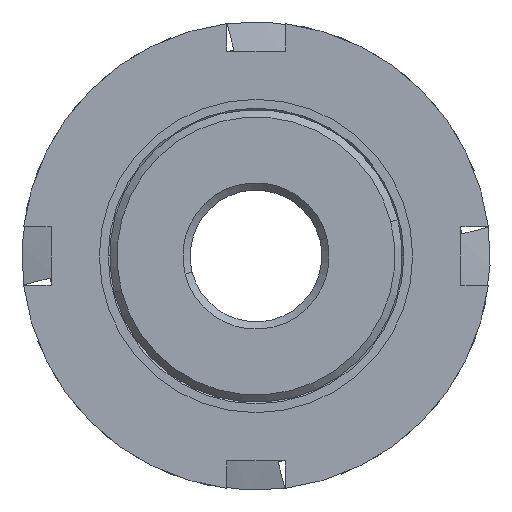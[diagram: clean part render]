
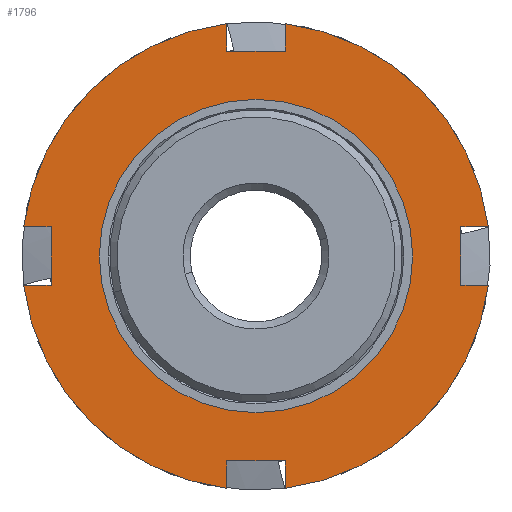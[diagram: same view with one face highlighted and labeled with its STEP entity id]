
A CAD part, front view. The second image highlights one B-rep face of the part: STEP entity #1796.
In plain terms, the highlighted planar face has unit normal (0, -1, 0).
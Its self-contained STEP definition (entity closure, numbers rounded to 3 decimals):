
#16 = CARTESIAN_POINT ( 'NONE',  ( -14., -10.269, 2. ) ) ;
#17 = ORIENTED_EDGE ( 'NONE', *, *, #450, .F. ) ;
#49 = ORIENTED_EDGE ( 'NONE', *, *, #1358, .F. ) ;
#54 = EDGE_CURVE ( 'NONE', #971, #777, #820, .T. ) ;
#68 = CARTESIAN_POINT ( 'NONE',  ( 0., -10.269, 0. ) ) ;
#70 = CARTESIAN_POINT ( 'NONE',  ( -14., -10.269, -2. ) ) ;
#72 = AXIS2_PLACEMENT_3D ( 'NONE', #2034, #2676, #2024 ) ;
#107 = CARTESIAN_POINT ( 'NONE',  ( 10.7, -10.269, 0. ) ) ;
#108 = CIRCLE ( 'NONE', #1388, 16. ) ;
#128 = AXIS2_PLACEMENT_3D ( 'NONE', #2223, #849, #174 ) ;
#174 = DIRECTION ( 'NONE',  ( -1., 0., 0. ) ) ;
#182 = VECTOR ( 'NONE', #1913, 1000. ) ;
#236 = VECTOR ( 'NONE', #311, 1000. ) ;
#260 = VERTEX_POINT ( 'NONE', #107 ) ;
#294 = CARTESIAN_POINT ( 'NONE',  ( 0., -10.269, 0. ) ) ;
#310 = CARTESIAN_POINT ( 'NONE',  ( 2., -10.269, -14. ) ) ;
#311 = DIRECTION ( 'NONE',  ( 0., 0., -1. ) ) ;
#317 = AXIS2_PLACEMENT_3D ( 'NONE', #1957, #2660, #2229 ) ;
#329 = EDGE_CURVE ( 'NONE', #554, #992, #1026, .T. ) ;
#355 = VECTOR ( 'NONE', #2538, 1000. ) ;
#437 = CARTESIAN_POINT ( 'NONE',  ( 0., -10.269, 0. ) ) ;
#450 = EDGE_CURVE ( 'NONE', #893, #1424, #2306, .T. ) ;
#457 = CIRCLE ( 'NONE', #590, 10.7 ) ;
#462 = DIRECTION ( 'NONE',  ( -1., 0., 0. ) ) ;
#489 = CIRCLE ( 'NONE', #128, 16. ) ;
#502 = DIRECTION ( 'NONE',  ( -1., 0., 0. ) ) ;
#525 = EDGE_LOOP ( 'NONE', ( #1918, #49, #1076, #17, #744, #1811, #2821, #1029, #2615, #2606, #2124, #2451, #1731, #1056, #571, #1457 ) ) ;
#554 = VERTEX_POINT ( 'NONE', #981 ) ;
#571 = ORIENTED_EDGE ( 'NONE', *, *, #2209, .T. ) ;
#590 = AXIS2_PLACEMENT_3D ( 'NONE', #294, #1176, #1642 ) ;
#610 = DIRECTION ( 'NONE',  ( 0., 0., 1. ) ) ;
#683 = VECTOR ( 'NONE', #945, 1000. ) ;
#734 = CARTESIAN_POINT ( 'NONE',  ( -2., -10.269, 0. ) ) ;
#744 = ORIENTED_EDGE ( 'NONE', *, *, #2791, .F. ) ;
#777 = VERTEX_POINT ( 'NONE', #1299 ) ;
#787 = EDGE_CURVE ( 'NONE', #2406, #992, #489, .T. ) ;
#820 = CIRCLE ( 'NONE', #72, 16. ) ;
#827 = EDGE_CURVE ( 'NONE', #1391, #2406, #1426, .T. ) ;
#843 = CARTESIAN_POINT ( 'NONE',  ( 0., -10.269, -14. ) ) ;
#849 = DIRECTION ( 'NONE',  ( 0., 1., 0. ) ) ;
#874 = VECTOR ( 'NONE', #1985, 1000. ) ;
#884 = VERTEX_POINT ( 'NONE', #1216 ) ;
#893 = VERTEX_POINT ( 'NONE', #1454 ) ;
#905 = VECTOR ( 'NONE', #610, 1000. ) ;
#937 = EDGE_LOOP ( 'NONE', ( #1939, #2581 ) ) ;
#943 = VERTEX_POINT ( 'NONE', #2811 ) ;
#945 = DIRECTION ( 'NONE',  ( 0., 0., -1. ) ) ;
#964 = EDGE_CURVE ( 'NONE', #2266, #1424, #1827, .T. ) ;
#965 = CARTESIAN_POINT ( 'NONE',  ( 15.875, -10.269, -2. ) ) ;
#971 = VERTEX_POINT ( 'NONE', #965 ) ;
#978 = CARTESIAN_POINT ( 'NONE',  ( 2., -10.269, 14. ) ) ;
#981 = CARTESIAN_POINT ( 'NONE',  ( 14., -10.269, 2. ) ) ;
#992 = VERTEX_POINT ( 'NONE', #1654 ) ;
#998 = VECTOR ( 'NONE', #2551, 1000. ) ;
#1000 = CARTESIAN_POINT ( 'NONE',  ( 2., -10.269, 15.875 ) ) ;
#1024 = VERTEX_POINT ( 'NONE', #2146 ) ;
#1026 = LINE ( 'NONE', #2029, #1707 ) ;
#1029 = ORIENTED_EDGE ( 'NONE', *, *, #54, .F. ) ;
#1045 = EDGE_CURVE ( 'NONE', #260, #2225, #2659, .T. ) ;
#1056 = ORIENTED_EDGE ( 'NONE', *, *, #1846, .F. ) ;
#1076 = ORIENTED_EDGE ( 'NONE', *, *, #964, .T. ) ;
#1112 = EDGE_CURVE ( 'NONE', #1455, #943, #2126, .T. ) ;
#1176 = DIRECTION ( 'NONE',  ( 0., 1., 0. ) ) ;
#1192 = DIRECTION ( 'NONE',  ( 0., 0., 1. ) ) ;
#1216 = CARTESIAN_POINT ( 'NONE',  ( -15.875, -10.269, 2. ) ) ;
#1272 = LINE ( 'NONE', #1661, #683 ) ;
#1299 = CARTESIAN_POINT ( 'NONE',  ( 2., -10.269, -15.875 ) ) ;
#1346 = DIRECTION ( 'NONE',  ( 1., 0., 0. ) ) ;
#1357 = VECTOR ( 'NONE', #2649, 1000. ) ;
#1358 = EDGE_CURVE ( 'NONE', #2266, #1668, #1678, .T. ) ;
#1361 = LINE ( 'NONE', #1795, #2275 ) ;
#1388 = AXIS2_PLACEMENT_3D ( 'NONE', #437, #2259, #462 ) ;
#1391 = VERTEX_POINT ( 'NONE', #978 ) ;
#1407 = CARTESIAN_POINT ( 'NONE',  ( -14., -10.269, 0. ) ) ;
#1424 = VERTEX_POINT ( 'NONE', #1440 ) ;
#1426 = LINE ( 'NONE', #1627, #2856 ) ;
#1440 = CARTESIAN_POINT ( 'NONE',  ( -15.875, -10.269, -2. ) ) ;
#1450 = CARTESIAN_POINT ( 'NONE',  ( -2., -10.269, 14. ) ) ;
#1451 = CARTESIAN_POINT ( 'NONE',  ( 10.7, -10.269, -2. ) ) ;
#1454 = CARTESIAN_POINT ( 'NONE',  ( -2., -10.269, -15.875 ) ) ;
#1455 = VERTEX_POINT ( 'NONE', #310 ) ;
#1457 = ORIENTED_EDGE ( 'NONE', *, *, #1611, .F. ) ;
#1580 = CARTESIAN_POINT ( 'NONE',  ( 14., -10.269, 0. ) ) ;
#1611 = EDGE_CURVE ( 'NONE', #884, #1923, #108, .T. ) ;
#1621 = DIRECTION ( 'NONE',  ( 0., 1., 0. ) ) ;
#1627 = CARTESIAN_POINT ( 'NONE',  ( 2., -10.269, 0. ) ) ;
#1642 = DIRECTION ( 'NONE',  ( -1., 0., 0. ) ) ;
#1654 = CARTESIAN_POINT ( 'NONE',  ( 15.875, -10.269, 2. ) ) ;
#1661 = CARTESIAN_POINT ( 'NONE',  ( 2., -10.269, 0. ) ) ;
#1662 = DIRECTION ( 'NONE',  ( 0., 0., -1. ) ) ;
#1668 = VERTEX_POINT ( 'NONE', #16 ) ;
#1678 = LINE ( 'NONE', #1407, #355 ) ;
#1707 = VECTOR ( 'NONE', #1346, 1000. ) ;
#1731 = ORIENTED_EDGE ( 'NONE', *, *, #827, .F. ) ;
#1733 = EDGE_CURVE ( 'NONE', #1455, #777, #1272, .T. ) ;
#1795 = CARTESIAN_POINT ( 'NONE',  ( 10.7, -10.269, 2. ) ) ;
#1796 = ADVANCED_FACE ( 'NONE', ( #2099, #2592 ), #1915, .F. ) ;
#1811 = ORIENTED_EDGE ( 'NONE', *, *, #1112, .F. ) ;
#1827 = LINE ( 'NONE', #1451, #998 ) ;
#1846 = EDGE_CURVE ( 'NONE', #2382, #1391, #2432, .T. ) ;
#1891 = DIRECTION ( 'NONE',  ( -1., 0., 0. ) ) ;
#1913 = DIRECTION ( 'NONE',  ( 1., 0., 0. ) ) ;
#1915 = PLANE ( 'NONE',  #2653 ) ;
#1918 = ORIENTED_EDGE ( 'NONE', *, *, #2666, .F. ) ;
#1923 = VERTEX_POINT ( 'NONE', #2664 ) ;
#1939 = ORIENTED_EDGE ( 'NONE', *, *, #2750, .T. ) ;
#1957 = CARTESIAN_POINT ( 'NONE',  ( 0., -10.269, 0. ) ) ;
#1985 = DIRECTION ( 'NONE',  ( 1., 0., 0. ) ) ;
#1986 = EDGE_CURVE ( 'NONE', #554, #1024, #2712, .T. ) ;
#1992 = AXIS2_PLACEMENT_3D ( 'NONE', #68, #1621, #502 ) ;
#2024 = DIRECTION ( 'NONE',  ( -1., 0., 0. ) ) ;
#2027 = CARTESIAN_POINT ( 'NONE',  ( 0., -10.269, 14. ) ) ;
#2029 = CARTESIAN_POINT ( 'NONE',  ( 10.7, -10.269, 2. ) ) ;
#2034 = CARTESIAN_POINT ( 'NONE',  ( 0., -10.269, 0. ) ) ;
#2099 = FACE_BOUND ( 'NONE', #937, .T. ) ;
#2124 = ORIENTED_EDGE ( 'NONE', *, *, #329, .T. ) ;
#2126 = LINE ( 'NONE', #843, #1357 ) ;
#2146 = CARTESIAN_POINT ( 'NONE',  ( 14., -10.269, -2. ) ) ;
#2204 = VECTOR ( 'NONE', #1662, 1000. ) ;
#2209 = EDGE_CURVE ( 'NONE', #2382, #1923, #2771, .T. ) ;
#2223 = CARTESIAN_POINT ( 'NONE',  ( 0., -10.269, 0. ) ) ;
#2225 = VERTEX_POINT ( 'NONE', #2480 ) ;
#2229 = DIRECTION ( 'NONE',  ( -1., 0., 0. ) ) ;
#2259 = DIRECTION ( 'NONE',  ( 0., 1., 0. ) ) ;
#2266 = VERTEX_POINT ( 'NONE', #70 ) ;
#2275 = VECTOR ( 'NONE', #2415, 1000. ) ;
#2306 = CIRCLE ( 'NONE', #1992, 16. ) ;
#2349 = CARTESIAN_POINT ( 'NONE',  ( 10.7, -10.269, 0. ) ) ;
#2382 = VERTEX_POINT ( 'NONE', #1450 ) ;
#2406 = VERTEX_POINT ( 'NONE', #1000 ) ;
#2415 = DIRECTION ( 'NONE',  ( -1., 0., 0. ) ) ;
#2426 = LINE ( 'NONE', #734, #2204 ) ;
#2432 = LINE ( 'NONE', #2027, #874 ) ;
#2451 = ORIENTED_EDGE ( 'NONE', *, *, #787, .F. ) ;
#2480 = CARTESIAN_POINT ( 'NONE',  ( -10.7, -10.269, 0. ) ) ;
#2538 = DIRECTION ( 'NONE',  ( 0., 0., 1. ) ) ;
#2551 = DIRECTION ( 'NONE',  ( -1., 0., 0. ) ) ;
#2581 = ORIENTED_EDGE ( 'NONE', *, *, #1045, .T. ) ;
#2582 = EDGE_CURVE ( 'NONE', #1024, #971, #2591, .T. ) ;
#2591 = LINE ( 'NONE', #2778, #182 ) ;
#2592 = FACE_OUTER_BOUND ( 'NONE', #525, .T. ) ;
#2606 = ORIENTED_EDGE ( 'NONE', *, *, #1986, .F. ) ;
#2615 = ORIENTED_EDGE ( 'NONE', *, *, #2582, .F. ) ;
#2649 = DIRECTION ( 'NONE',  ( -1., 0., 0. ) ) ;
#2653 = AXIS2_PLACEMENT_3D ( 'NONE', #2349, #2769, #1891 ) ;
#2659 = CIRCLE ( 'NONE', #317, 10.7 ) ;
#2660 = DIRECTION ( 'NONE',  ( 0., 1., 0. ) ) ;
#2664 = CARTESIAN_POINT ( 'NONE',  ( -2., -10.269, 15.875 ) ) ;
#2666 = EDGE_CURVE ( 'NONE', #1668, #884, #1361, .T. ) ;
#2676 = DIRECTION ( 'NONE',  ( 0., 1., 0. ) ) ;
#2686 = CARTESIAN_POINT ( 'NONE',  ( -2., -10.269, 0. ) ) ;
#2712 = LINE ( 'NONE', #1580, #236 ) ;
#2750 = EDGE_CURVE ( 'NONE', #2225, #260, #457, .T. ) ;
#2769 = DIRECTION ( 'NONE',  ( 0., 1., 0. ) ) ;
#2771 = LINE ( 'NONE', #2686, #905 ) ;
#2778 = CARTESIAN_POINT ( 'NONE',  ( 10.7, -10.269, -2. ) ) ;
#2791 = EDGE_CURVE ( 'NONE', #943, #893, #2426, .T. ) ;
#2811 = CARTESIAN_POINT ( 'NONE',  ( -2., -10.269, -14. ) ) ;
#2821 = ORIENTED_EDGE ( 'NONE', *, *, #1733, .T. ) ;
#2856 = VECTOR ( 'NONE', #1192, 1000. ) ;
